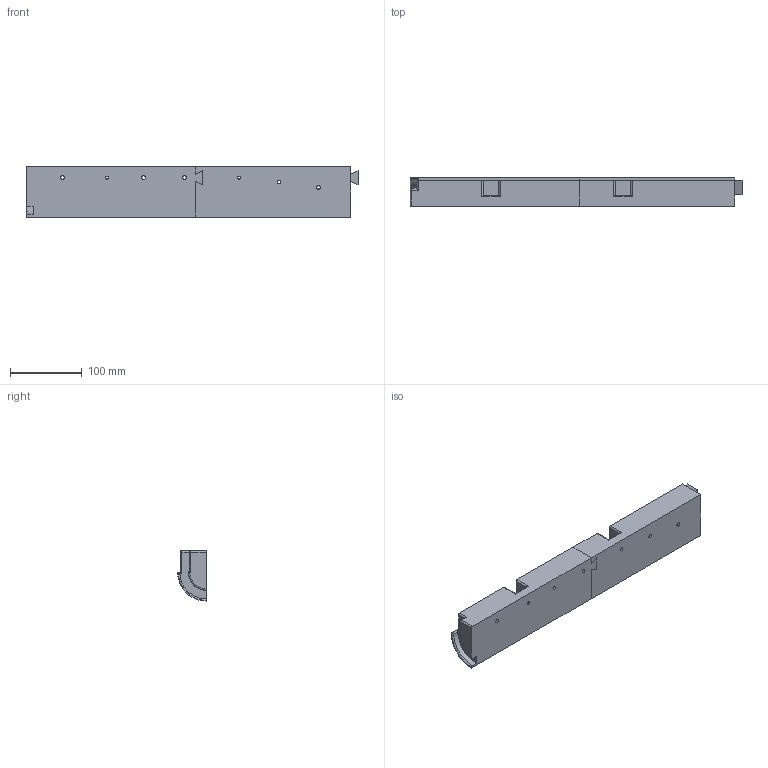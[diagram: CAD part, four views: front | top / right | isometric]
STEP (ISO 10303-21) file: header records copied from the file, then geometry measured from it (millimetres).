
FILE_DESCRIPTION(/* description */ (''),/* implementation_level */ '2;1');
FILE_NAME(/* name */ '',/* time_stamp */ '2025-10-15T19:29:41+03:00',/* author */ ('I9232'),/* organization */ (''),/* preprocessor_version */ 'ST-DEVELOPER v19.2',/* originating_system */ 'Autodesk Inventor 2023',/* authorisation */ '');
FILE_SCHEMA (('AUTOMOTIVE_DESIGN { 1 0 10303 214 3 1 1 }'));
Length unit declared in the file: millimetre
Products named in the file (1): Край задней 
части корпуса
Bounding box: 463 x 40 x 70 mm (x, y, z)
Volume: 1005844.3 mm3; surface area: 113016.1 mm2
Topology: 2 solids, 2 shells, 74 faces, 195 edges, 123 vertices
Faces by surface type: plane 40, cylinder 29, bspline 2, torus 2, sphere 1
Full cylindrical faces by diameter (mm): 4.2 x2, 5.2 x5
Entity records: 2393 total; most frequent: CARTESIAN_POINT 470, DIRECTION 389, ORIENTED_EDGE 388, EDGE_CURVE 194, LINE 137, VECTOR 137, AXIS2_PLACEMENT_3D 126, VERTEX_POINT 123
